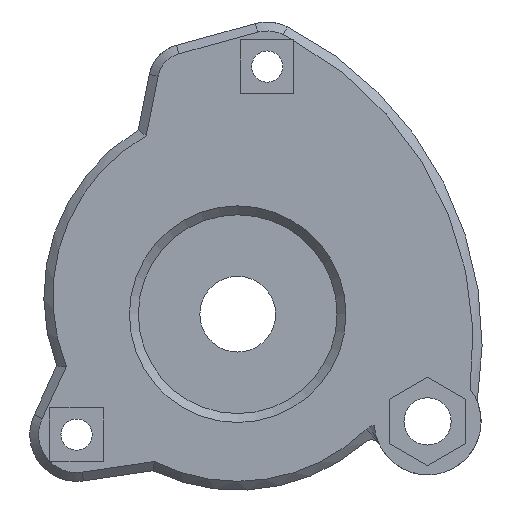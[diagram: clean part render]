
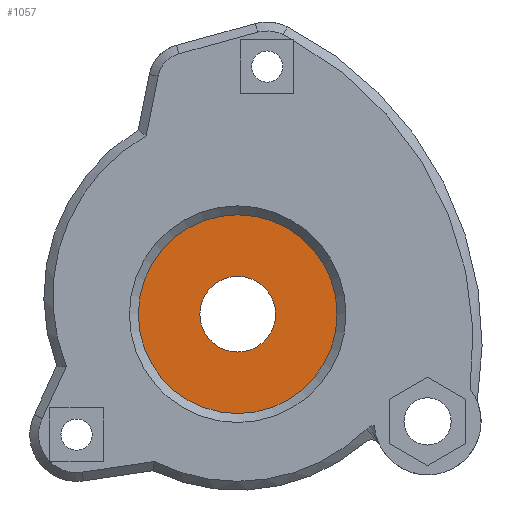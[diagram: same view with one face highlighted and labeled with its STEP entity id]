
A CAD part, front view. The second image highlights one B-rep face of the part: STEP entity #1057.
In plain terms, the highlighted planar face has unit normal (0, -1, 0).
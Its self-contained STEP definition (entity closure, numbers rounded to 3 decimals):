
#66=FACE_BOUND('',#173,.T.);
#100=FACE_OUTER_BOUND('',#172,.T.);
#172=EDGE_LOOP('',(#858));
#173=EDGE_LOOP('',(#859));
#427=CIRCLE('',#1167,11.15);
#428=CIRCLE('',#1169,4.25);
#515=VERTEX_POINT('',#1957);
#516=VERTEX_POINT('',#1961);
#642=EDGE_CURVE('',#515,#515,#427,.T.);
#643=EDGE_CURVE('',#516,#516,#428,.T.);
#858=ORIENTED_EDGE('',*,*,#642,.F.);
#859=ORIENTED_EDGE('',*,*,#643,.F.);
#1008=PLANE('',#1168);
#1057=ADVANCED_FACE('',(#100,#66),#1008,.T.);
#1167=AXIS2_PLACEMENT_3D('',#1959,#1399,#1400);
#1168=AXIS2_PLACEMENT_3D('',#1960,#1401,#1402);
#1169=AXIS2_PLACEMENT_3D('',#1962,#1403,#1404);
#1399=DIRECTION('center_axis',(0.,1.,0.));
#1400=DIRECTION('ref_axis',(1.,0.,0.));
#1401=DIRECTION('center_axis',(0.,-1.,0.));
#1402=DIRECTION('ref_axis',(1.,0.,0.));
#1403=DIRECTION('center_axis',(0.,-1.,0.));
#1404=DIRECTION('ref_axis',(-1.,0.,0.));
#1957=CARTESIAN_POINT('',(-546.052,-93.202,-340.18));
#1959=CARTESIAN_POINT('Origin',(-534.902,-93.202,-340.18));
#1960=CARTESIAN_POINT('Origin',(-532.853,-93.202,-333.664));
#1961=CARTESIAN_POINT('',(-530.652,-93.202,-340.18));
#1962=CARTESIAN_POINT('Origin',(-534.902,-93.202,-340.18));
